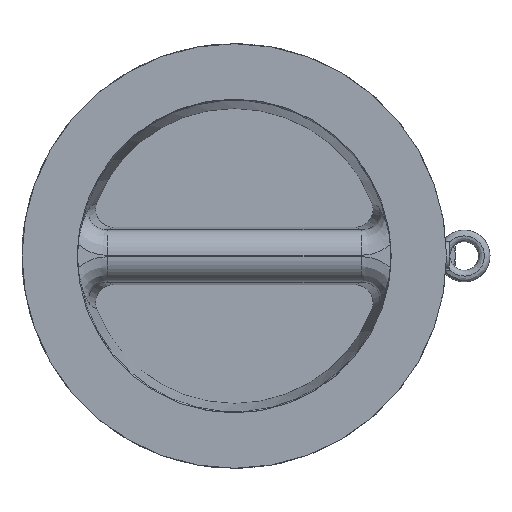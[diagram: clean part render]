
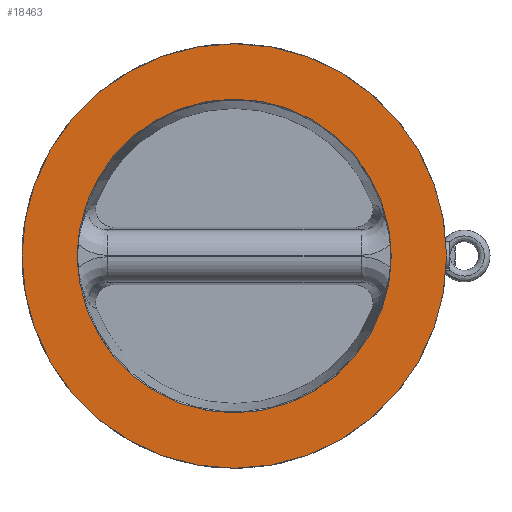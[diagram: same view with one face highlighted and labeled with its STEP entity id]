
A CAD part, front view. The second image highlights one B-rep face of the part: STEP entity #18463.
In plain terms, the highlighted planar face has unit normal (0, -1, 0).
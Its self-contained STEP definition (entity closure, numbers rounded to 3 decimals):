
#16561=CARTESIAN_POINT('',(0.,-70.,-191.411));
#16562=VERTEX_POINT('',#16561);
#16563=CARTESIAN_POINT('',(0.0,-70.,0.0));
#16564=DIRECTION('',(0.0,-1.0,0.0));
#16565=DIRECTION('',(0.0,0.0,1.0));
#16566=AXIS2_PLACEMENT_3D('',#16563,#16564,#16565);
#16567=CIRCLE('',#16566,191.411);
#16568=EDGE_CURVE('',#16562,#16562,#16567,.T.);
#18444=CARTESIAN_POINT('',(-129.5,-70.,0.0));
#18445=DIRECTION('',(0.0,1.0,0.0));
#18446=DIRECTION('',(0.0,0.0,1.0));
#18447=AXIS2_PLACEMENT_3D('',#18444,#18445,#18446);
#18448=PLANE('',#18447);
#18449=CARTESIAN_POINT('',(-259.0,-70.,0.0));
#18450=VERTEX_POINT('',#18449);
#18451=CARTESIAN_POINT('',(0.0,-70.,0.0));
#18452=DIRECTION('',(0.0,-1.0,0.0));
#18453=DIRECTION('',(-1.0,0.0,0.0));
#18454=AXIS2_PLACEMENT_3D('',#18451,#18452,#18453);
#18455=CIRCLE('',#18454,259.);
#18456=EDGE_CURVE('',#18450,#18450,#18455,.T.);
#18457=ORIENTED_EDGE('',*,*,#18456,.T.);
#18458=EDGE_LOOP('',(#18457));
#18459=FACE_OUTER_BOUND('',#18458,.T.);
#18460=ORIENTED_EDGE('',*,*,#16568,.F.);
#18461=EDGE_LOOP('',(#18460));
#18462=FACE_BOUND('',#18461,.T.);
#18463=ADVANCED_FACE('',(#18459,#18462),#18448,.F.);
